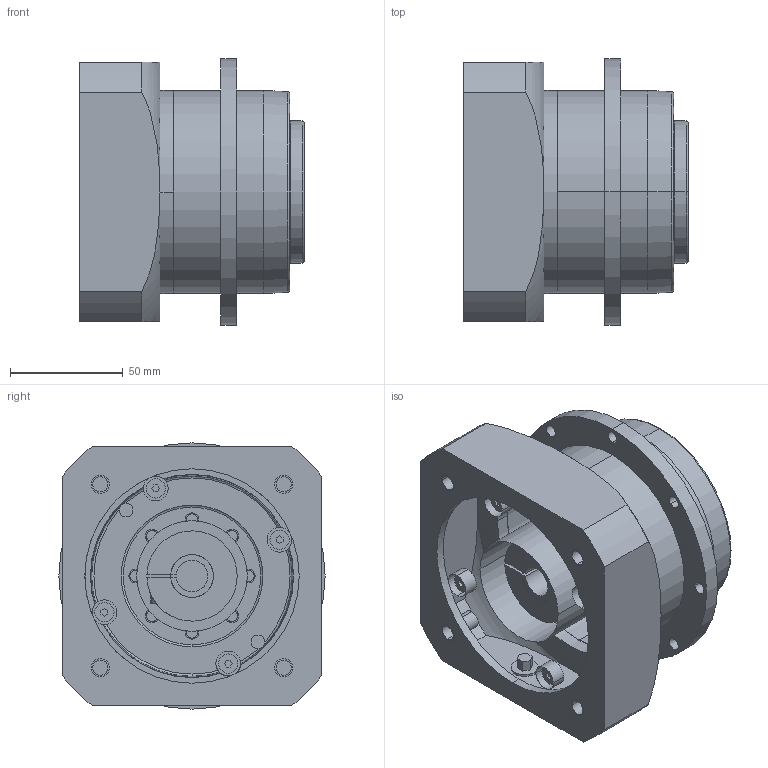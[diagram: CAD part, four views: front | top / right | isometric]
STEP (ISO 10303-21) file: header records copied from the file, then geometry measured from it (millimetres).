
FILE_DESCRIPTION((''),'2;1');
FILE_NAME('MB_PSFN_MASTER','2022-04-13T',('agw'),(''),'CREO PARAMETRIC BY PTC INC, 2018360','CREO PARAMETRIC BY PTC INC, 2018360','');
FILE_SCHEMA(('AUTOMOTIVE_DESIGN { 1 0 10303 214 1 1 1 1 }'));
Length unit declared in the file: millimetre
Products named in the file (1): MB_PSFN_MASTER
Bounding box: 99.5 x 118 x 118 mm (x, y, z)
Volume: 790564.1 mm3; surface area: 89601 mm2
Topology: 1 solids, 19 shells, 256 faces, 590 edges, 388 vertices
Faces by surface type: cylinder 129, plane 115, torus 8, cone 4
Entity records: 9192 total; most frequent: DIRECTION 1376, CARTESIAN_POINT 1363, ORIENTED_EDGE 1132, EDGE_CURVE 590, AXIS2_PLACEMENT_3D 539, VERTEX_POINT 388, EDGE_LOOP 312, VECTOR 298
